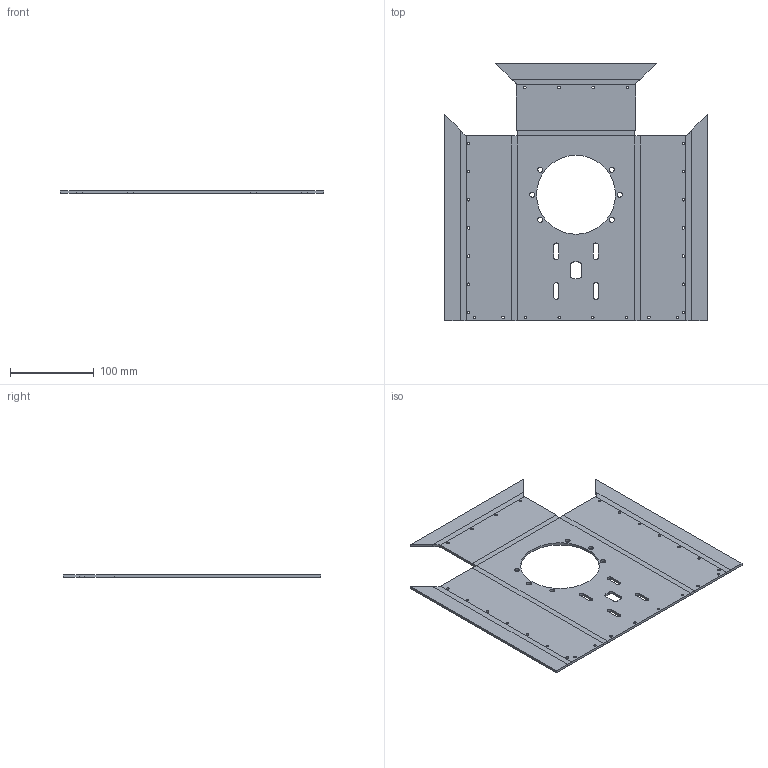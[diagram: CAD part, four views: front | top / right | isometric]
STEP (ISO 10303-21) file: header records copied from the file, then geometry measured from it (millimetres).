
FILE_DESCRIPTION(/* description */ (''),/* implementation_level */ '2;1');
FILE_NAME(/* name */ 'blacha 360x340 v6.step',/* time_stamp */ '2024-05-28T16:44:03+02:00',/* author */ (''),/* organization */ (''),/* preprocessor_version */ 'ST-DEVELOPER v20',/* originating_system */ 'Autodesk Translation Framework v13.14.0.145',/* authorisation */ '');
FILE_SCHEMA (('AUTOMOTIVE_DESIGN { 1 0 10303 214 3 1 1 }'));
Length unit declared in the file: millimetre
Products named in the file (2): blacha 360x340; Przegub 1
Assembly tree (1 placements, depth 2):
  blacha 360x340
    Przegub 1
Bounding box: 313.14 x 306.57 x 3 mm (x, y, z)
Volume: 223622.1 mm3; surface area: 155946 mm2
Topology: 1 solids, 1 shells, 115 faces, 291 edges, 178 vertices
Faces by surface type: plane 66, cylinder 45, bspline 4
Full cylindrical faces by diameter (mm): 3 x26, 6 x6, 94 x1
Entity records: 3695 total; most frequent: CARTESIAN_POINT 687, DIRECTION 601, ORIENTED_EDGE 582, EDGE_CURVE 291, AXIS2_PLACEMENT_3D 204, LINE 193, VECTOR 193, EDGE_LOOP 191
